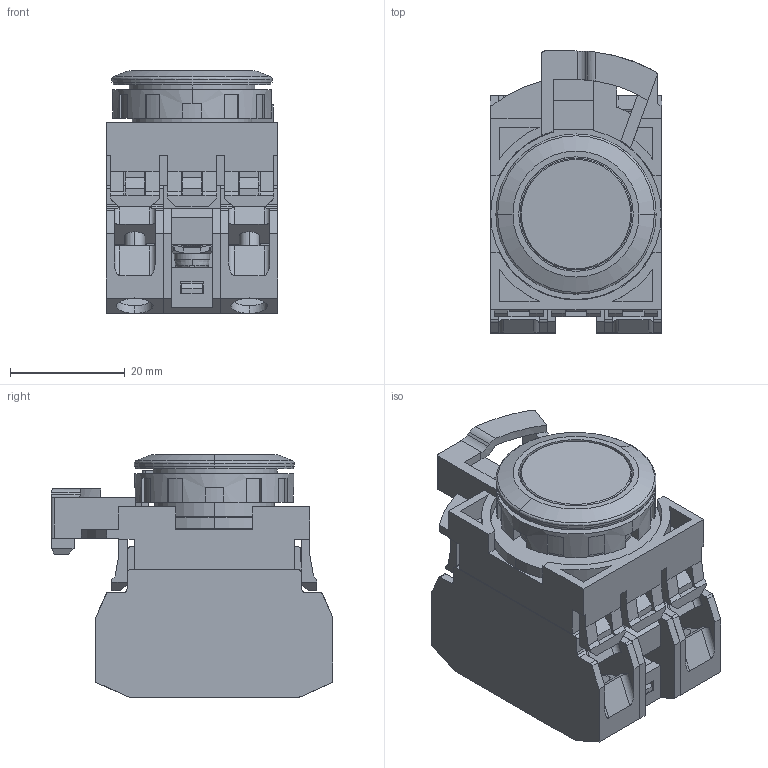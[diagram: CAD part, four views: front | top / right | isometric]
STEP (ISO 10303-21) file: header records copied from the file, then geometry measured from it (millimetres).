
FILE_DESCRIPTION (( 'STEP AP203' ), '1' );
FILE_NAME ('OUTSIDE-CW#L-M1.STEP', '2014-07-15T09:46:55', ( 'IDEC' ), ( '' ), 'SwSTEP 2.0', 'SolidWorks 2012', '' );
FILE_SCHEMA (( 'CONFIG_CONTROL_DESIGN' ));
Length unit declared in the file: millimetre
Products named in the file (7): OUTSIDE-CW#L-M1; OUTSIDE-CW-LOCK-NUT; OUTSIDE-CW-EAQ; OUTSIDE-CW-E仩仩; OUTSIDE-CW-CN; OUTSIDE-CW-ROUND-FLUSH-LENS; OUTSIDE-CW-PB-BODY
Assembly tree (7 placements, depth 2):
  OUTSIDE-CW#L-M1
    OUTSIDE-CW-PB-BODY
    OUTSIDE-CW-ROUND-FLUSH-LENS
    OUTSIDE-CW-CN
    OUTSIDE-CW-E仩仩  x2
    OUTSIDE-CW-EAQ
    OUTSIDE-CW-LOCK-NUT
Bounding box: 30 x 49.2 x 42.4 mm (x, y, z)
Volume: 36218.9 mm3; surface area: 24511.6 mm2
Topology: 7 solids, 7 shells, 974 faces, 2665 edges, 1724 vertices
Faces by surface type: plane 668, cylinder 238, bspline 36, cone 32
Entity records: 25064 total; most frequent: CARTESIAN_POINT 5076, ORIENTED_EDGE 4146, DIRECTION 3839, EDGE_CURVE 2073, VECTOR 1533, LINE 1533, VERTEX_POINT 1338, AXIS2_PLACEMENT_3D 1153
